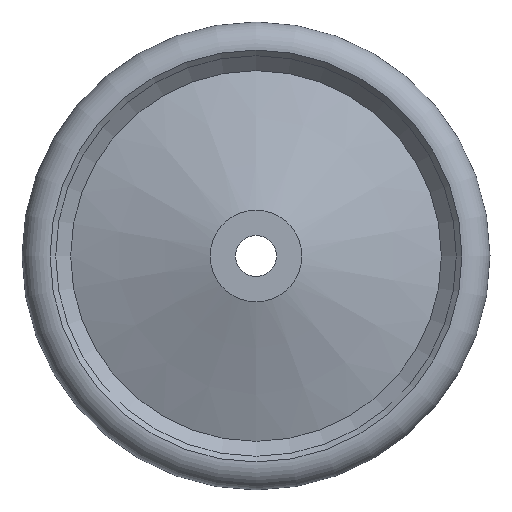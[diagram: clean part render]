
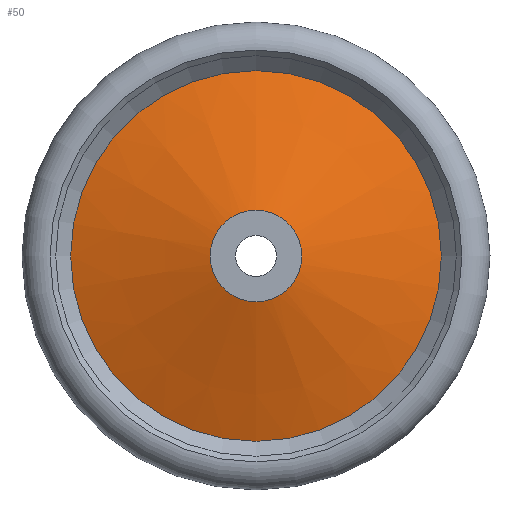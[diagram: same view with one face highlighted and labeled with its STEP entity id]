
A CAD part, left-side view. The second image highlights one B-rep face of the part: STEP entity #50.
In plain terms, the highlighted conical face has half-angle 71.935 degrees and reference radius 99 mm.
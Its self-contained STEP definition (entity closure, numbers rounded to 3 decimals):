
#50 = ADVANCED_FACE( '', ( #106, #107 ), #108, .T. );
#106 = FACE_BOUND( '', #162, .T. );
#107 = FACE_OUTER_BOUND( '', #163, .T. );
#108 = CONICAL_SURFACE( '', #164, 99., 1.256 );
#162 = EDGE_LOOP( '', ( #226 ) );
#163 = EDGE_LOOP( '', ( #227 ) );
#164 = AXIS2_PLACEMENT_3D( '', #228, #229, #230 );
#226 = ORIENTED_EDGE( '', *, *, #274, .F. );
#227 = ORIENTED_EDGE( '', *, *, #256, .T. );
#228 = CARTESIAN_POINT( '', ( 43.8, 0., 0. ) );
#229 = DIRECTION( '', ( 1., 0., 0. ) );
#230 = DIRECTION( '', ( 0., 0., -1. ) );
#256 = EDGE_CURVE( '', #281, #281, #282, .T. );
#274 = EDGE_CURVE( '', #308, #308, #309, .T. );
#281 = VERTEX_POINT( '', #317 );
#282 = CIRCLE( '', #318, 99. );
#308 = VERTEX_POINT( '', #344 );
#309 = CIRCLE( '', #345, 24.5 );
#317 = CARTESIAN_POINT( '', ( 43.8, 0., 99. ) );
#318 = AXIS2_PLACEMENT_3D( '', #352, #353, #354 );
#344 = CARTESIAN_POINT( '', ( 19.5, 0., 24.5 ) );
#345 = AXIS2_PLACEMENT_3D( '', #382, #383, #384 );
#352 = CARTESIAN_POINT( '', ( 43.8, 0., 0. ) );
#353 = DIRECTION( '', ( -1., 0., 0. ) );
#354 = DIRECTION( '', ( 0., 0., 1. ) );
#382 = CARTESIAN_POINT( '', ( 19.5, 0., 0. ) );
#383 = DIRECTION( '', ( -1., 0., 0. ) );
#384 = DIRECTION( '', ( 0., 0., 1. ) );
